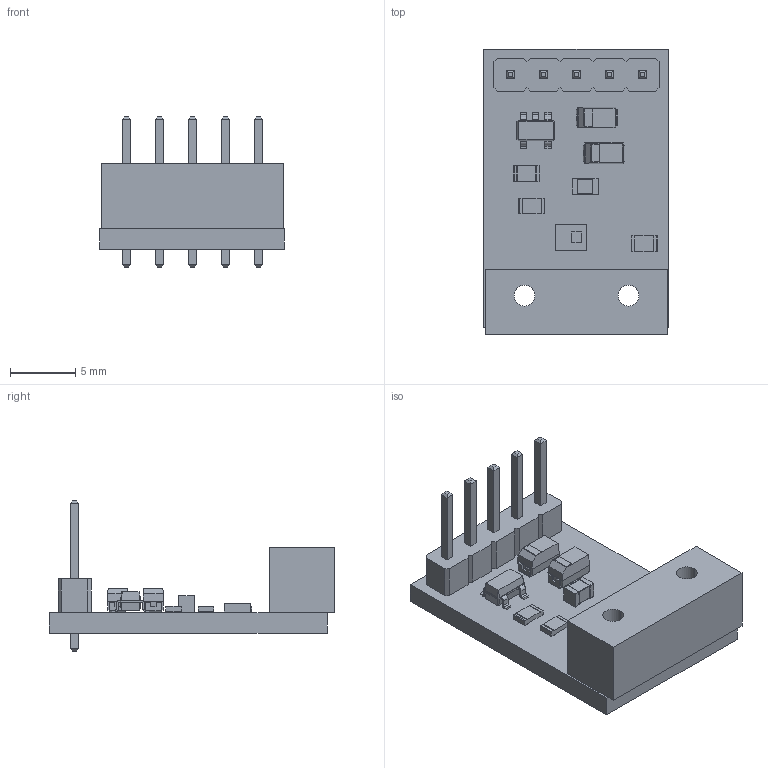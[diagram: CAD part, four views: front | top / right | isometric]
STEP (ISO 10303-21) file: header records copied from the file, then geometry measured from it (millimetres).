
FILE_DESCRIPTION (( 'STEP AP214' ), '1' );
FILE_NAME ('Monitor_TSL25911Detector.STEP', '2024-09-08T12:17:56', ( '' ), ( '' ), 'SwSTEP 2.0', 'SolidWorks 2016', '' );
FILE_SCHEMA (( 'AUTOMOTIVE_DESIGN' ));
Length unit declared in the file: millimetre
Products named in the file (16): DetectorBlock; PCB_2; Monitor_TSL25911Detector; R_0805_2012Metric_2; SOLID_7_6; MonitorDetectorV01_TSL25911; SOLID_7_2; PinHeader_1x05_P2.54mm_Vertical_2; CP_EIA-3216-18_Kemet-A_2; SOLID_7_3; SOLID_7_5; TSL25911_2; C_0805_2012Metric_2; SOT-23-5_2; SOLID_7; SOLID_7_4
Assembly tree (18 placements, depth 4):
  Monitor_TSL25911Detector
    DetectorBlock
    MonitorDetectorV01_TSL25911
      CP_EIA-3216-18_Kemet-A_2  x2
        SOLID_7
      TSL25911_2
        SOLID_7_2
      C_0805_2012Metric_2
        SOLID_7_3
      R_0805_2012Metric_2  x3
        SOLID_7_4
      SOT-23-5_2
        SOLID_7_5
      PinHeader_1x05_P2.54mm_Vertical_2
        SOLID_7_6
      PCB_2
Bounding box: 14.22 x 21.96 x 11.54 mm (x, y, z)
Volume: 918.3 mm3; surface area: 1507.9 mm2
Topology: 11 solids, 11 shells, 437 faces, 1125 edges, 728 vertices
Faces by surface type: plane 353, cylinder 84
Entity records: 12465 total; most frequent: CARTESIAN_POINT 1850, ORIENTED_EDGE 1790, DIRECTION 1779, EDGE_CURVE 895, VECTOR 769, LINE 769, VERTEX_POINT 576, AXIS2_PLACEMENT_3D 505
